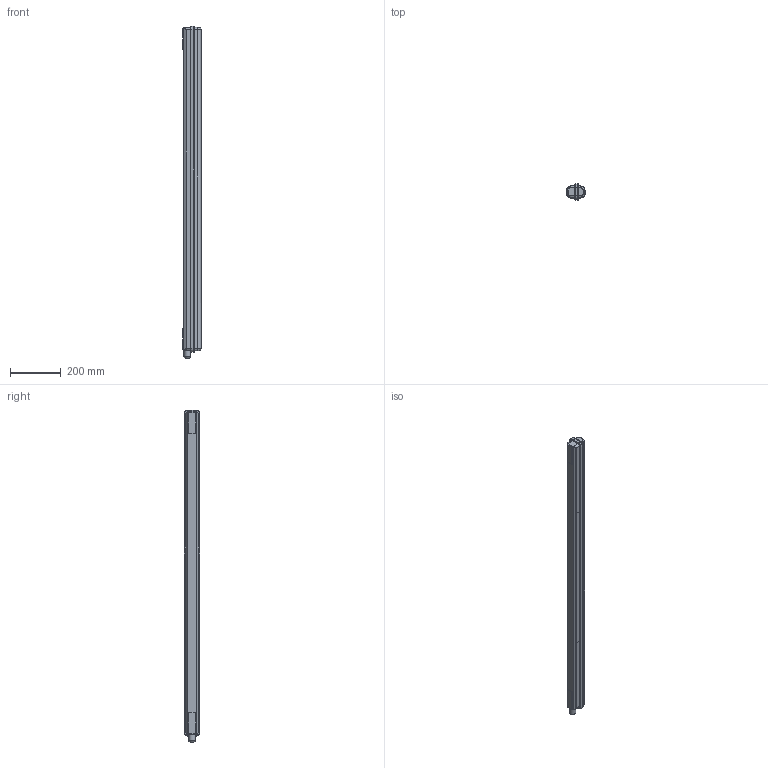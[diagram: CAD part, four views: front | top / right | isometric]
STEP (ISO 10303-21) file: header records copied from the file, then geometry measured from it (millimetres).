
FILE_DESCRIPTION (( 'STEP AP214' ), '1' );
FILE_NAME ('DP_HOUSING_G3_1-1200.STEP', '2023-08-25T09:19:05', ( '' ), ( '' ), 'SwSTEP 2.0', 'SolidWorks 2022', '' );
FILE_SCHEMA (( 'AUTOMOTIVE_DESIGN' ));
Length unit declared in the file: millimetre
Products named in the file (1): DP_HOUSING_G3_1-1200
Bounding box: 71 x 61.54 x 1302.78 mm (x, y, z)
Volume: 518066.3 mm3; surface area: 649859.6 mm2
Topology: 3 solids, 3 shells, 204 faces, 528 edges, 331 vertices
Faces by surface type: plane 67, cylinder 66, bspline 46, cone 16, sphere 8, torus 1
Full cylindrical faces by diameter (mm): 20.58 x1, 25.588 x1
Entity records: 10205 total; most frequent: CARTESIAN_POINT 3500, ORIENTED_EDGE 1030, DIRECTION 766, EDGE_CURVE 515, VERTEX_POINT 329, AXIS2_PLACEMENT_3D 276, EDGE_LOOP 218, VECTOR 214
